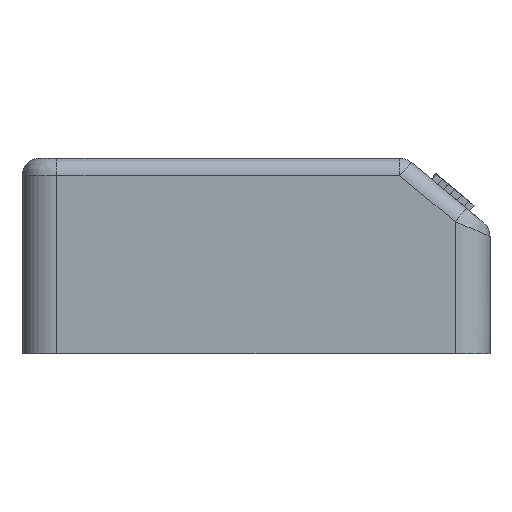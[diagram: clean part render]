
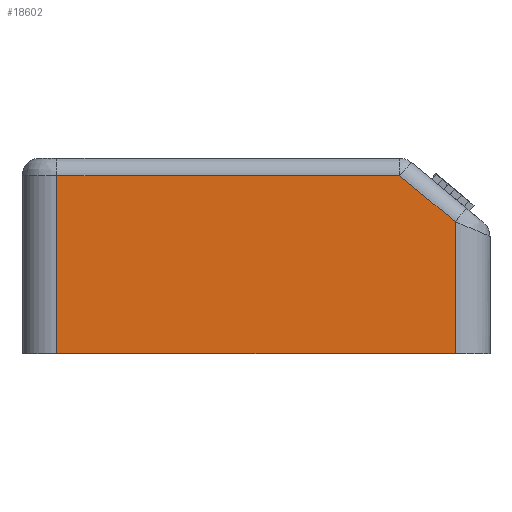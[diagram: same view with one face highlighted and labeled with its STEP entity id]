
A CAD part, front view. The second image highlights one B-rep face of the part: STEP entity #18602.
In plain terms, the highlighted planar face has unit normal (0, -1, 0).
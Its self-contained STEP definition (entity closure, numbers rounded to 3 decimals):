
#2402=PLANE('',#19078);
#3428=FACE_OUTER_BOUND('',#4548,.T.);
#4548=EDGE_LOOP('',(#17528,#17529,#17530,#17531,#17532));
#5201=LINE('',#29149,#6573);
#5202=LINE('',#29180,#6574);
#5204=LINE('',#29217,#6576);
#5205=LINE('',#29221,#6577);
#5206=LINE('',#29225,#6578);
#6573=VECTOR('',#20181,10.);
#6574=VECTOR('',#20206,10.);
#6576=VECTOR('',#20216,10.);
#6577=VECTOR('',#20221,10.);
#6578=VECTOR('',#20228,10.);
#8487=VERTEX_POINT('',#29146);
#8488=VERTEX_POINT('',#29148);
#8497=VERTEX_POINT('',#29176);
#8498=VERTEX_POINT('',#29213);
#8499=VERTEX_POINT('',#29219);
#10664=EDGE_CURVE('',#8487,#8488,#5201,.T.);
#10676=EDGE_CURVE('',#8488,#8497,#5202,.T.);
#10680=EDGE_CURVE('',#8498,#8487,#5204,.T.);
#10682=EDGE_CURVE('',#8499,#8498,#5205,.T.);
#10684=EDGE_CURVE('',#8497,#8499,#5206,.T.);
#17528=ORIENTED_EDGE('',*,*,#10676,.F.);
#17529=ORIENTED_EDGE('',*,*,#10664,.F.);
#17530=ORIENTED_EDGE('',*,*,#10680,.F.);
#17531=ORIENTED_EDGE('',*,*,#10682,.F.);
#17532=ORIENTED_EDGE('',*,*,#10684,.F.);
#18602=ADVANCED_FACE('',(#3428),#2402,.F.);
#19078=AXIS2_PLACEMENT_3D('',#38188,#21373,#21374);
#20181=DIRECTION('',(-1.,0.,0.));
#20206=DIRECTION('',(0.,0.,1.));
#20216=DIRECTION('',(0.,0.,-1.));
#20221=DIRECTION('',(0.768,0.,-0.64));
#20228=DIRECTION('',(1.,0.,0.));
#21373=DIRECTION('center_axis',(0.,1.,0.));
#21374=DIRECTION('ref_axis',(1.,0.,0.));
#29146=CARTESIAN_POINT('',(99.,0.,0.));
#29148=CARTESIAN_POINT('',(42.,0.,0.));
#29149=CARTESIAN_POINT('',(104.,0.,0.));
#29176=CARTESIAN_POINT('',(42.,0.,25.5));
#29180=CARTESIAN_POINT('',(42.,0.,7.));
#29213=CARTESIAN_POINT('',(99.,0.,18.912));
#29217=CARTESIAN_POINT('',(99.,0.,16.));
#29219=CARTESIAN_POINT('',(91.095,0.,25.5));
#29221=CARTESIAN_POINT('',(87.498,0.,28.497));
#29225=CARTESIAN_POINT('',(53.75,0.,25.5));
#38188=CARTESIAN_POINT('Origin',(70.5,0.,14.));
